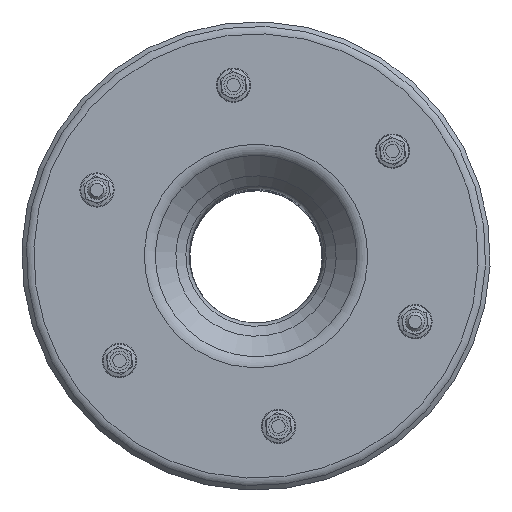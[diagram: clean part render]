
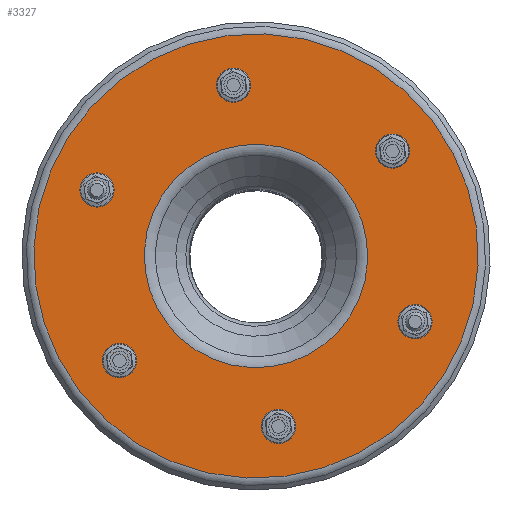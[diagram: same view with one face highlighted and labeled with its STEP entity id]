
A CAD part, top view. The second image highlights one B-rep face of the part: STEP entity #3327.
In plain terms, the highlighted planar face has unit normal (0, 0, 1).
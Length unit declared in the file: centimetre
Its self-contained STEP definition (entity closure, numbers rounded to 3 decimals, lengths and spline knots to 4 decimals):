
#78=FACE_BOUND('',#838,.T.);
#213=CIRCLE('',#3706,58.4079);
#215=CIRCLE('',#3709,116.236);
#595=FACE_OUTER_BOUND('',#837,.T.);
#837=EDGE_LOOP('',(#2662));
#838=EDGE_LOOP('',(#2663));
#1528=VERTEX_POINT('',#5550);
#1529=VERTEX_POINT('',#5554);
#1920=EDGE_CURVE('',#1528,#1528,#213,.T.);
#1922=EDGE_CURVE('',#1529,#1529,#215,.T.);
#2662=ORIENTED_EDGE('',*,*,#1922,.F.);
#2663=ORIENTED_EDGE('',*,*,#1920,.T.);
#3152=PLANE('',#3708);
#3327=ADVANCED_FACE('',(#595,#78),#3152,.T.);
#3706=AXIS2_PLACEMENT_3D('',#5551,#4535,#4536);
#3708=AXIS2_PLACEMENT_3D('',#5553,#4539,#4540);
#3709=AXIS2_PLACEMENT_3D('',#5555,#4541,#4542);
#4535=DIRECTION('center_axis',(0.,0.,
-1.));
#4536=DIRECTION('ref_axis',(0.924,-0.383,0.));
#4539=DIRECTION('center_axis',(0.,0.,
1.));
#4540=DIRECTION('ref_axis',(-0.383,-0.924,0.));
#4541=DIRECTION('center_axis',(0.,0.,
-1.));
#4542=DIRECTION('ref_axis',(0.924,-0.383,0.));
#5550=CARTESIAN_POINT('',(-22.3517,-53.9619,-25.));
#5551=CARTESIAN_POINT('Origin',(0.,0.,-25.));
#5553=CARTESIAN_POINT('Origin',(-107.3881,44.4816,-25.));
#5554=CARTESIAN_POINT('',(-44.4816,-107.3881,-25.));
#5555=CARTESIAN_POINT('Origin',(0.,0.,-25.));
